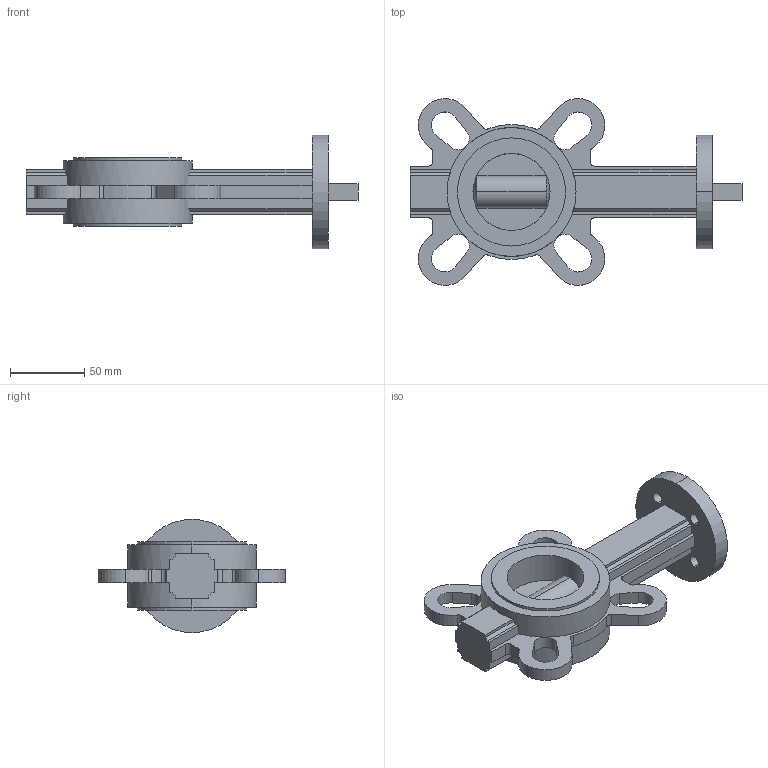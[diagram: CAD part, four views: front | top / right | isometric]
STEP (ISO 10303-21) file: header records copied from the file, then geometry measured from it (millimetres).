
FILE_DESCRIPTION (( 'STEP AP214' ), '1' );
FILE_NAME ('SCBF-D673-16XEX-50-H.step', '2025-09-25T05:46:56', ( 'KTP' ), ( '' ), 'SwSTEP 2.0', 'SolidWorks 2021', '' );
FILE_SCHEMA (( 'AUTOMOTIVE_DESIGN' ));
Length unit declared in the file: millimetre
Products named in the file (1): SCBF-D673-16XEX-50-H
Bounding box: 224 x 125.99 x 76.5 mm (x, y, z)
Volume: 370567.9 mm3; surface area: 72204 mm2
Topology: 2 solids, 2 shells, 138 faces, 397 edges, 262 vertices
Faces by surface type: plane 75, cylinder 59, sphere 4
Entity records: 4914 total; most frequent: CARTESIAN_POINT 822, DIRECTION 821, ORIENTED_EDGE 794, EDGE_CURVE 397, AXIS2_PLACEMENT_3D 293, VERTEX_POINT 262, VECTOR 235, LINE 235
